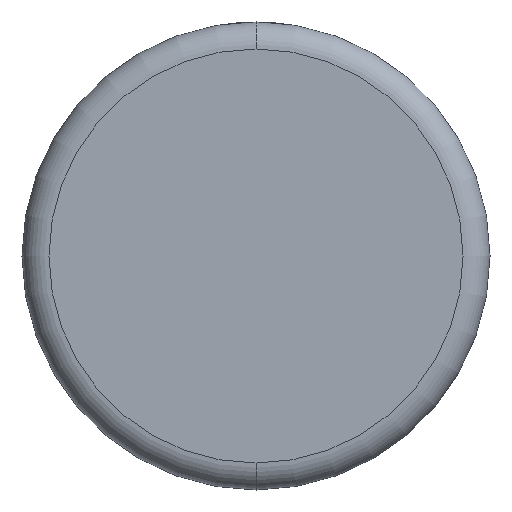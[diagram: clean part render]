
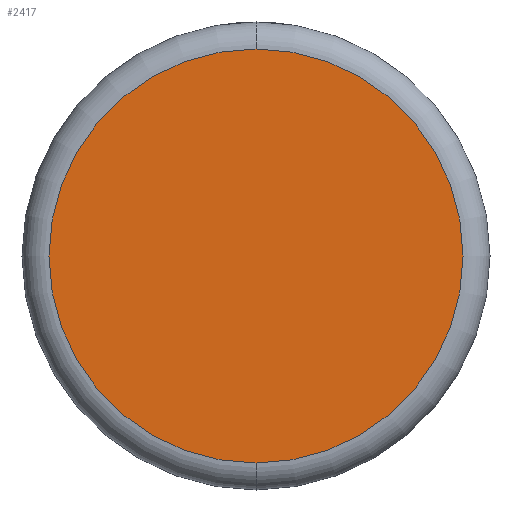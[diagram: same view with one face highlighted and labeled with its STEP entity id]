
A CAD part, front view. The second image highlights one B-rep face of the part: STEP entity #2417.
In plain terms, the highlighted planar face has unit normal (0, -1, 0).
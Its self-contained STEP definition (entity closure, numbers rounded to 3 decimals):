
#40 = DIRECTION ( 'NONE',  ( 0., 0., 1. ) ) ;
#212 = EDGE_CURVE ( 'NONE', #4040, #1191, #739, .T. ) ;
#598 = DIRECTION ( 'NONE',  ( 0., 0., 1. ) ) ;
#739 = CIRCLE ( 'NONE', #3235, 18.138 ) ;
#746 = EDGE_CURVE ( 'NONE', #1191, #4040, #1263, .T. ) ;
#753 = CARTESIAN_POINT ( 'NONE',  ( 0., 0., 0. ) ) ;
#839 = CARTESIAN_POINT ( 'NONE',  ( 0., 0., 18.138 ) ) ;
#854 = ORIENTED_EDGE ( 'NONE', *, *, #212, .T. ) ;
#981 = AXIS2_PLACEMENT_3D ( 'NONE', #753, #4425, #40 ) ;
#1191 = VERTEX_POINT ( 'NONE', #839 ) ;
#1263 = CIRCLE ( 'NONE', #2529, 18.138 ) ;
#1841 = EDGE_LOOP ( 'NONE', ( #4461, #854 ) ) ;
#1873 = PLANE ( 'NONE',  #981 ) ;
#2059 = CARTESIAN_POINT ( 'NONE',  ( 0., 0., 0. ) ) ;
#2107 = DIRECTION ( 'NONE',  ( 0., -1., 0. ) ) ;
#2243 = DIRECTION ( 'NONE',  ( 0., 0., 1. ) ) ;
#2417 = ADVANCED_FACE ( 'NONE', ( #3713 ), #1873, .F. ) ;
#2529 = AXIS2_PLACEMENT_3D ( 'NONE', #2059, #2107, #598 ) ;
#3235 = AXIS2_PLACEMENT_3D ( 'NONE', #3661, #4421, #2243 ) ;
#3661 = CARTESIAN_POINT ( 'NONE',  ( 0., 0., 0. ) ) ;
#3713 = FACE_OUTER_BOUND ( 'NONE', #1841, .T. ) ;
#4040 = VERTEX_POINT ( 'NONE', #4514 ) ;
#4421 = DIRECTION ( 'NONE',  ( 0., -1., 0. ) ) ;
#4425 = DIRECTION ( 'NONE',  ( 0., 1., 0. ) ) ;
#4461 = ORIENTED_EDGE ( 'NONE', *, *, #746, .T. ) ;
#4514 = CARTESIAN_POINT ( 'NONE',  ( 0., 0., -18.138 ) ) ;
